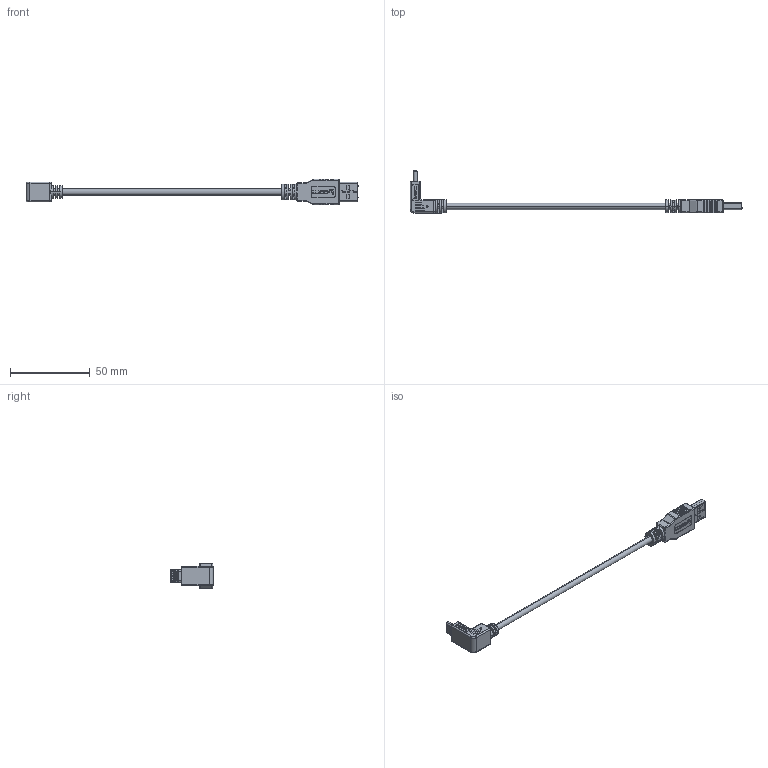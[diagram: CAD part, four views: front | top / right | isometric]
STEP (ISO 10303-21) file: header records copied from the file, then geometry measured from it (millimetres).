
FILE_DESCRIPTION (( 'STEP AP214' ), '1' );
FILE_NAME ('U3A00077.STEP', '2018-03-06T18:41:35', ( '' ), ( '' ), 'SwSTEP 2.0', 'SolidWorks 2017', '' );
FILE_SCHEMA (( 'AUTOMOTIVE_DESIGN' ));
Length unit declared in the file: inch
Products named in the file (15): 1AA05-099_No Shells; MTN-593; MTN-594_NO CABLE; 1AA05-046-MA1; 1AA05-046-MA2_Without Crimp; 1AL08-363; MTN-1056; 1AA05-099-MA2; 1AA05-099-MA1; 1AA05-046-MA3; MTN-1057_USB3.0 WITH L-COM LOGO; U3A00077; MTTN-1057_USB 3.0 WITH LCOM LOGO
Assembly tree (14 placements, depth 4):
  U3A00077
    1AL08-363
    MTTN-1057_USB 3.0 WITH LCOM LOGO
      1AA05-099_No Shells
        1AA05-099-MA1
        1AA05-099-MA2
      MTN-1056
      MTN-1057_USB3.0 WITH L-COM LOGO
    MTN-594_NO CABLE
      MTN-593
        1AA05-046-MA3
        MTN-593
      1AA05-046-MA1
      1AA05-046-MA2_Without Crimp
      MTN-594_NO CABLE
Bounding box: 207.95 x 26.5 x 16 mm (x, y, z)
Volume: 10096.9 mm3; surface area: 10820.1 mm2
Topology: 24 solids, 24 shells, 2616 faces, 7045 edges, 4629 vertices
Faces by surface type: plane 1865, cylinder 506, bspline 195, torus 34, sphere 12, cone 4
Entity records: 99487 total; most frequent: CARTESIAN_POINT 25004, ORIENTED_EDGE 14054, DIRECTION 12462, EDGE_CURVE 7027, LINE 5440, VECTOR 5440, VERTEX_POINT 4629, AXIS2_PLACEMENT_3D 3511
